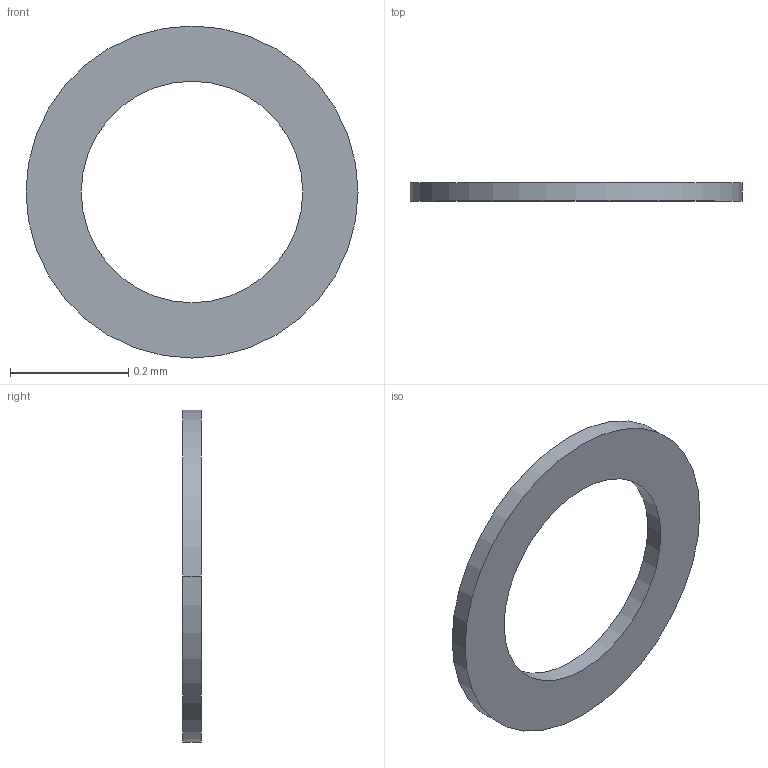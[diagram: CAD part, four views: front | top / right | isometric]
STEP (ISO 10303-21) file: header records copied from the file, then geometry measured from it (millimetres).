
FILE_DESCRIPTION(('produced by SPATIAL CORP'),'2;1');
FILE_NAME( 'spacer_223.hh.sat.stp','2002-04-19T11:22:06+00:00',('SPATIAL CORP'),( 'SPATIAL CORP'),'ACIS STEP Husk','http://www.spatial.com', 'SPATIAL CORP');
FILE_SCHEMA(('CONFIG_CONTROL_DESIGN'));
Length unit declared in the file: millimetre
Products named in the file (1): PRODUCT_ID_1
Bounding box: 0.56 x 0.03 x 0.56 mm (x, y, z)
Volume: 0 mm3; surface area: 0.4 mm2
Topology: 1 solids, 1 shells, 6 faces, 12 edges, 8 vertices
Faces by surface type: cylinder 4, plane 2
Entity records: 223 total; most frequent: ORIENTED_EDGE 24, CARTESIAN_POINT 20, DIRECTION 20, EDGE_CURVE 12, VERTEX_POINT 8, AXIS2_PLACEMENT_3D 8, EDGE_LOOP 8, FACE_BOUND 8
